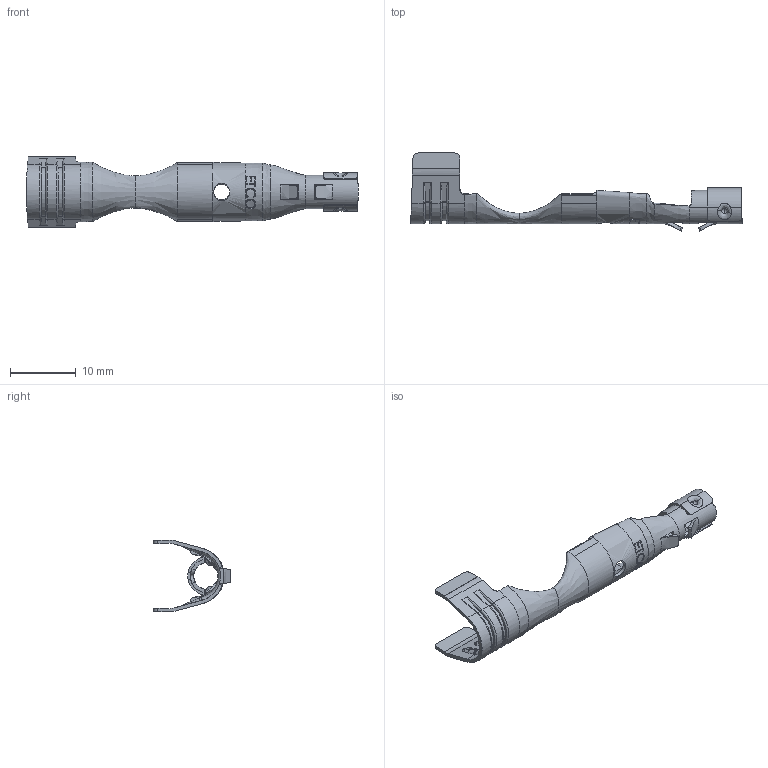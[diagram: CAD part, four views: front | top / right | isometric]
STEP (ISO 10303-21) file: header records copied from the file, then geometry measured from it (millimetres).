
FILE_DESCRIPTION (( 'STEP AP203' ), '1' );
FILE_NAME ('DT1000-TT.STEP', '2019-11-06T16:14:56', ( 'tempuser' ), ( 'Microsoft' ), 'SwSTEP 2.0', 'SolidWorks 2019', '' );
FILE_SCHEMA (( 'CONFIG_CONTROL_DESIGN' ));
Length unit declared in the file: inch
Products named in the file (3): DT1000_DT1000-TT without carrier; SCA209 expanded for mating_SCA209; DT1000-TT
Assembly tree (2 placements, depth 2):
  DT1000-TT
    DT1000_DT1000-TT without carrier
    SCA209 expanded for mating_SCA209
Bounding box: 50.53 x 11.86 x 10.92 mm (x, y, z)
Volume: 372.4 mm3; surface area: 1689.3 mm2
Topology: 2 solids, 2 shells, 349 faces, 1037 edges, 689 vertices
Faces by surface type: bspline 174, plane 83, cylinder 72, torus 8, sphere 8, cone 4
Entity records: 20825 total; most frequent: CARTESIAN_POINT 12529, ORIENTED_EDGE 2074, DIRECTION 1131, EDGE_CURVE 1037, VERTEX_POINT 689, B_SPLINE_CURVE_WITH_KNOTS 482, AXIS2_PLACEMENT_3D 424, EDGE_LOOP 356
